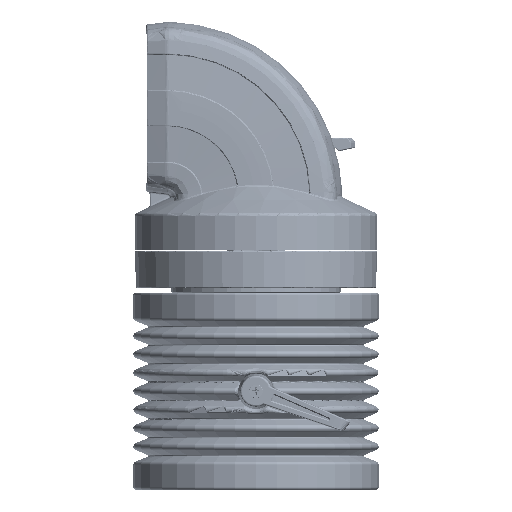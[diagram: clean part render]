
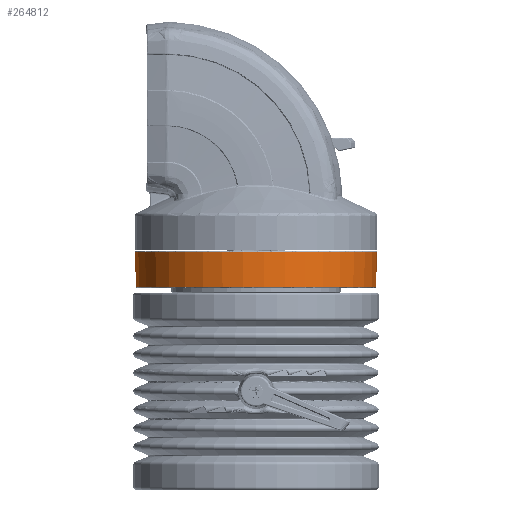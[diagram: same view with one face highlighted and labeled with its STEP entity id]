
A CAD part, front view. The second image highlights one B-rep face of the part: STEP entity #264812.
In plain terms, the highlighted conical face has half-angle 1 degrees and reference radius 65.325 mm.
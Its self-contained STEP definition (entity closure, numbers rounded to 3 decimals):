
#29991 = CARTESIAN_POINT ( 'NONE',  ( -12.902, 20.159, 84.868 ) ) ;
#30371 = DIRECTION ( 'NONE',  ( 0.067, -0.998, 0. ) ) ;
#49606 = EDGE_CURVE ( 'NONE', #172721, #172721, #104241, .T. ) ;
#52073 = DIRECTION ( 'NONE',  ( 0., 0., 1. ) ) ;
#53219 = CONICAL_SURFACE ( 'NONE', #163205, 65.325, 0.017 ) ;
#65638 = DIRECTION ( 'NONE',  ( 0.067, -0.998, 0. ) ) ;
#96595 = EDGE_LOOP ( 'NONE', ( #233226 ) ) ;
#104241 = CIRCLE ( 'NONE', #131679, 65.663 ) ;
#111683 = CARTESIAN_POINT ( 'NONE',  ( -12.902, 20.159, 84.137 ) ) ;
#114690 = DIRECTION ( 'NONE',  ( -0.067, 0.998, 0. ) ) ;
#129072 = FACE_OUTER_BOUND ( 'NONE', #96595, .T. ) ;
#131679 = AXIS2_PLACEMENT_3D ( 'NONE', #228402, #208111, #30371 ) ;
#137872 = VERTEX_POINT ( 'NONE', #250763 ) ;
#163205 = AXIS2_PLACEMENT_3D ( 'NONE', #111683, #261724, #65638 ) ;
#170420 = ORIENTED_EDGE ( 'NONE', *, *, #231514, .T. ) ;
#172721 = VERTEX_POINT ( 'NONE', #251505 ) ;
#188249 = CIRCLE ( 'NONE', #248553, 65.338 ) ;
#208111 = DIRECTION ( 'NONE',  ( 0., 0., -1. ) ) ;
#228402 = CARTESIAN_POINT ( 'NONE',  ( -12.902, 20.159, 103.53 ) ) ;
#231514 = EDGE_CURVE ( 'NONE', #137872, #137872, #188249, .T. ) ;
#233226 = ORIENTED_EDGE ( 'NONE', *, *, #49606, .T. ) ;
#248553 = AXIS2_PLACEMENT_3D ( 'NONE', #29991, #52073, #114690 ) ;
#250763 = CARTESIAN_POINT ( 'NONE',  ( -17.312, 85.347, 84.868 ) ) ;
#251505 = CARTESIAN_POINT ( 'NONE',  ( -8.47, -45.355, 103.53 ) ) ;
#261724 = DIRECTION ( 'NONE',  ( 0., 0., 1. ) ) ;
#263144 = FACE_BOUND ( 'NONE', #266368, .T. ) ;
#264812 = ADVANCED_FACE ( 'NONE', ( #129072, #263144 ), #53219, .T. ) ;
#266368 = EDGE_LOOP ( 'NONE', ( #170420 ) ) ;
